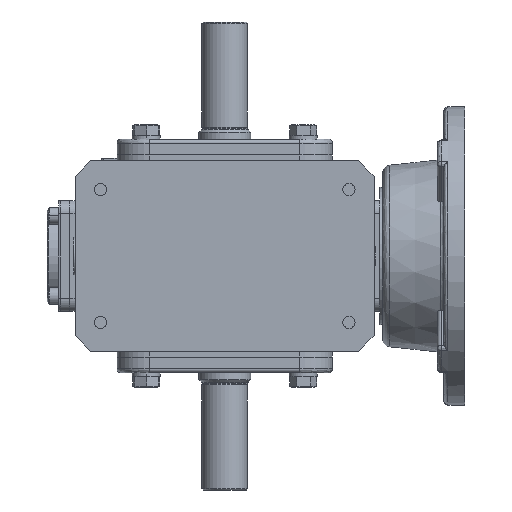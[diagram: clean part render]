
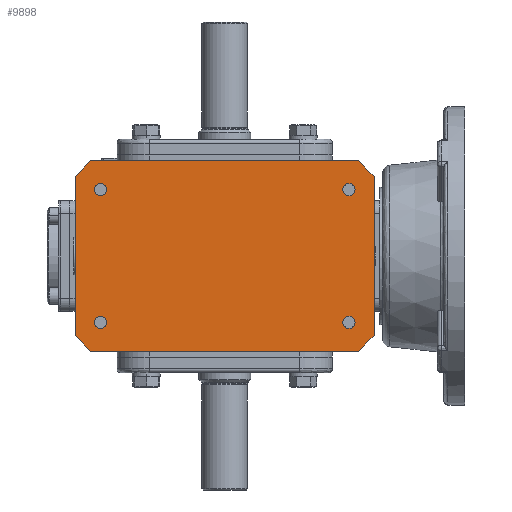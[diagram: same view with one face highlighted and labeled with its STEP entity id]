
A CAD part, front view. The second image highlights one B-rep face of the part: STEP entity #9898.
In plain terms, the highlighted planar face has unit normal (0, -1, 0).
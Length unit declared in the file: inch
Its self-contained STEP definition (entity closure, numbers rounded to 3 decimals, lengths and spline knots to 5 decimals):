
#95 = LINE ( 'NONE', #14870, #35456 ) ;
#844 = CARTESIAN_POINT ( 'NONE',  ( -3.75, -3.5, -1.816 ) ) ;
#1160 = EDGE_CURVE ( 'NONE', #25656, #14151, #7161, .T. ) ;
#1523 = ORIENTED_EDGE ( 'NONE', *, *, #39995, .T. ) ;
#1785 = DIRECTION ( 'NONE',  ( 0., 1., 0. ) ) ;
#1883 = VERTEX_POINT ( 'NONE', #43872 ) ;
#1891 = CIRCLE ( 'NONE', #20662, 0.184 ) ;
#2191 = CIRCLE ( 'NONE', #39116, 0.184 ) ;
#2462 = ORIENTED_EDGE ( 'NONE', *, *, #19500, .T. ) ;
#3012 = VERTEX_POINT ( 'NONE', #7759 ) ;
#3167 = DIRECTION ( 'NONE',  ( 0., 0., -1. ) ) ;
#3249 = EDGE_CURVE ( 'NONE', #42894, #1883, #24540, .T. ) ;
#4353 = LINE ( 'NONE', #33344, #33284 ) ;
#4554 = DIRECTION ( 'NONE',  ( 0., 0., 1. ) ) ;
#4755 = VECTOR ( 'NONE', #14208, 39.37008 ) ;
#4816 = DIRECTION ( 'NONE',  ( 0., -1., 0. ) ) ;
#5241 = DIRECTION ( 'NONE',  ( 0., 1., 0. ) ) ;
#5371 = CARTESIAN_POINT ( 'NONE',  ( 3.75, -3.5, -2. ) ) ;
#6637 = LINE ( 'NONE', #36034, #25368 ) ;
#6824 = AXIS2_PLACEMENT_3D ( 'NONE', #5371, #5241, #15113 ) ;
#7161 = CIRCLE ( 'NONE', #39855, 0.184 ) ;
#7696 = VERTEX_POINT ( 'NONE', #11164 ) ;
#7700 = VERTEX_POINT ( 'NONE', #21512 ) ;
#7759 = CARTESIAN_POINT ( 'NONE',  ( 3.75, -3.5, -1.816 ) ) ;
#8015 = CARTESIAN_POINT ( 'NONE',  ( -4.03543, -3.5, 2.87402 ) ) ;
#8334 = CARTESIAN_POINT ( 'NONE',  ( 3.75, -3.5, 2.184 ) ) ;
#9260 = LINE ( 'NONE', #40134, #32319 ) ;
#9536 = VECTOR ( 'NONE', #29316, 39.37008 ) ;
#9898 = ADVANCED_FACE ( 'NONE', ( #18241, #20914, #38058, #39141, #43478 ), #11718, .T. ) ;
#10202 = LINE ( 'NONE', #41733, #26846 ) ;
#10215 = EDGE_CURVE ( 'NONE', #1883, #39134, #12830, .T. ) ;
#10254 = DIRECTION ( 'NONE',  ( 0., 0., -1. ) ) ;
#11164 = CARTESIAN_POINT ( 'NONE',  ( 4.50787, -3.5, -2.40157 ) ) ;
#11718 = PLANE ( 'NONE',  #34700 ) ;
#12221 = VERTEX_POINT ( 'NONE', #844 ) ;
#12830 = LINE ( 'NONE', #34458, #4755 ) ;
#12946 = EDGE_LOOP ( 'NONE', ( #15958, #17253 ) ) ;
#13903 = EDGE_CURVE ( 'NONE', #39134, #20814, #6637, .T. ) ;
#14151 = VERTEX_POINT ( 'NONE', #20289 ) ;
#14208 = DIRECTION ( 'NONE',  ( 0.707, 0., -0.707 ) ) ;
#14723 = ORIENTED_EDGE ( 'NONE', *, *, #29015, .T. ) ;
#14870 = CARTESIAN_POINT ( 'NONE',  ( 4.50787, -3.5, 2.87402 ) ) ;
#15073 = EDGE_LOOP ( 'NONE', ( #2462, #1523 ) ) ;
#15113 = DIRECTION ( 'NONE',  ( 0., 0., -1. ) ) ;
#15370 = CARTESIAN_POINT ( 'NONE',  ( 4.03543, -3.5, -2.87402 ) ) ;
#15374 = DIRECTION ( 'NONE',  ( 0., 0., -1. ) ) ;
#15610 = VERTEX_POINT ( 'NONE', #24562 ) ;
#15672 = CARTESIAN_POINT ( 'NONE',  ( -3.75, -3.5, 2. ) ) ;
#15958 = ORIENTED_EDGE ( 'NONE', *, *, #25226, .T. ) ;
#16274 = DIRECTION ( 'NONE',  ( 0., 1., 0. ) ) ;
#16917 = VERTEX_POINT ( 'NONE', #21088 ) ;
#17154 = DIRECTION ( 'NONE',  ( 1., 0., 0. ) ) ;
#17253 = ORIENTED_EDGE ( 'NONE', *, *, #23691, .T. ) ;
#18241 = FACE_OUTER_BOUND ( 'NONE', #39938, .T. ) ;
#18396 = EDGE_CURVE ( 'NONE', #14151, #25656, #21242, .T. ) ;
#18801 = VERTEX_POINT ( 'NONE', #34941 ) ;
#18947 = DIRECTION ( 'NONE',  ( 1., 0., 0. ) ) ;
#19278 = DIRECTION ( 'NONE',  ( 0.707, 0., 0.707 ) ) ;
#19485 = ORIENTED_EDGE ( 'NONE', *, *, #22860, .T. ) ;
#19500 = EDGE_CURVE ( 'NONE', #15610, #3012, #24814, .T. ) ;
#20123 = LINE ( 'NONE', #37682, #41050 ) ;
#20289 = CARTESIAN_POINT ( 'NONE',  ( -3.75, -3.5, 2.184 ) ) ;
#20437 = CIRCLE ( 'NONE', #34324, 0.184 ) ;
#20457 = CARTESIAN_POINT ( 'NONE',  ( -3.75, -3.5, -2. ) ) ;
#20662 = AXIS2_PLACEMENT_3D ( 'NONE', #20457, #41452, #10254 ) ;
#20691 = CARTESIAN_POINT ( 'NONE',  ( -4.50787, -3.5, 2.40157 ) ) ;
#20746 = AXIS2_PLACEMENT_3D ( 'NONE', #29196, #1785, #22323 ) ;
#20814 = VERTEX_POINT ( 'NONE', #15370 ) ;
#20914 = FACE_BOUND ( 'NONE', #24133, .T. ) ;
#20938 = ORIENTED_EDGE ( 'NONE', *, *, #32057, .T. ) ;
#21088 = CARTESIAN_POINT ( 'NONE',  ( 3.75, -3.5, 1.816 ) ) ;
#21242 = CIRCLE ( 'NONE', #41243, 0.184 ) ;
#21512 = CARTESIAN_POINT ( 'NONE',  ( 4.03543, -3.5, 2.87402 ) ) ;
#22165 = ORIENTED_EDGE ( 'NONE', *, *, #1160, .T. ) ;
#22323 = DIRECTION ( 'NONE',  ( 0., 0., -1. ) ) ;
#22778 = ORIENTED_EDGE ( 'NONE', *, *, #30096, .F. ) ;
#22860 = EDGE_CURVE ( 'NONE', #31318, #12221, #2191, .T. ) ;
#23157 = DIRECTION ( 'NONE',  ( 0., 0., -1. ) ) ;
#23369 = ORIENTED_EDGE ( 'NONE', *, *, #40339, .T. ) ;
#23479 = ORIENTED_EDGE ( 'NONE', *, *, #40411, .F. ) ;
#23691 = EDGE_CURVE ( 'NONE', #41779, #16917, #27861, .T. ) ;
#24133 = EDGE_LOOP ( 'NONE', ( #19485, #14723 ) ) ;
#24308 = ORIENTED_EDGE ( 'NONE', *, *, #13903, .T. ) ;
#24540 = LINE ( 'NONE', #43296, #9536 ) ;
#24562 = CARTESIAN_POINT ( 'NONE',  ( 3.75, -3.5, -2.184 ) ) ;
#24814 = CIRCLE ( 'NONE', #6824, 0.184 ) ;
#25226 = EDGE_CURVE ( 'NONE', #16917, #41779, #20437, .T. ) ;
#25368 = VECTOR ( 'NONE', #18947, 39.37008 ) ;
#25656 = VERTEX_POINT ( 'NONE', #35077 ) ;
#26035 = ORIENTED_EDGE ( 'NONE', *, *, #18396, .T. ) ;
#26243 = CARTESIAN_POINT ( 'NONE',  ( -3.75, -3.5, 2. ) ) ;
#26846 = VECTOR ( 'NONE', #31963, 39.37008 ) ;
#27662 = CARTESIAN_POINT ( 'NONE',  ( -4.03543, -3.5, -2.87402 ) ) ;
#27861 = CIRCLE ( 'NONE', #44351, 0.184 ) ;
#28865 = EDGE_LOOP ( 'NONE', ( #22165, #26035 ) ) ;
#28944 = EDGE_CURVE ( 'NONE', #35757, #7700, #20123, .T. ) ;
#29015 = EDGE_CURVE ( 'NONE', #12221, #31318, #1891, .T. ) ;
#29196 = CARTESIAN_POINT ( 'NONE',  ( 3.75, -3.5, -2. ) ) ;
#29316 = DIRECTION ( 'NONE',  ( 0., 0., -1. ) ) ;
#30096 = EDGE_CURVE ( 'NONE', #7700, #18801, #4353, .T. ) ;
#31318 = VERTEX_POINT ( 'NONE', #39566 ) ;
#31963 = DIRECTION ( 'NONE',  ( 0.707, 0., 0.707 ) ) ;
#32057 = EDGE_CURVE ( 'NONE', #20814, #7696, #9260, .T. ) ;
#32319 = VECTOR ( 'NONE', #19278, 39.37008 ) ;
#33284 = VECTOR ( 'NONE', #40255, 39.37008 ) ;
#33344 = CARTESIAN_POINT ( 'NONE',  ( 4.03543, -3.5, 2.87402 ) ) ;
#34324 = AXIS2_PLACEMENT_3D ( 'NONE', #36787, #16274, #23157 ) ;
#34458 = CARTESIAN_POINT ( 'NONE',  ( -4.50787, -3.5, -2.40157 ) ) ;
#34526 = ORIENTED_EDGE ( 'NONE', *, *, #3249, .T. ) ;
#34700 = AXIS2_PLACEMENT_3D ( 'NONE', #35956, #4816, #42895 ) ;
#34941 = CARTESIAN_POINT ( 'NONE',  ( 4.50787, -3.5, 2.40157 ) ) ;
#35077 = CARTESIAN_POINT ( 'NONE',  ( -3.75, -3.5, 1.816 ) ) ;
#35456 = VECTOR ( 'NONE', #4554, 39.37008 ) ;
#35740 = DIRECTION ( 'NONE',  ( 0., 1., 0. ) ) ;
#35757 = VERTEX_POINT ( 'NONE', #8015 ) ;
#35956 = CARTESIAN_POINT ( 'NONE',  ( -4.50787, -3.5, 3.12992 ) ) ;
#36034 = CARTESIAN_POINT ( 'NONE',  ( -4.50787, -3.5, -2.87402 ) ) ;
#36564 = DIRECTION ( 'NONE',  ( 0., 1., 0. ) ) ;
#36787 = CARTESIAN_POINT ( 'NONE',  ( 3.75, -3.5, 2. ) ) ;
#36989 = ORIENTED_EDGE ( 'NONE', *, *, #10215, .T. ) ;
#37103 = CIRCLE ( 'NONE', #20746, 0.184 ) ;
#37459 = CARTESIAN_POINT ( 'NONE',  ( 3.75, -3.5, 2. ) ) ;
#37682 = CARTESIAN_POINT ( 'NONE',  ( -4.50787, -3.5, 2.87402 ) ) ;
#37791 = ORIENTED_EDGE ( 'NONE', *, *, #28944, .F. ) ;
#38058 = FACE_BOUND ( 'NONE', #28865, .T. ) ;
#39116 = AXIS2_PLACEMENT_3D ( 'NONE', #42969, #35740, #15374 ) ;
#39134 = VERTEX_POINT ( 'NONE', #27662 ) ;
#39141 = FACE_BOUND ( 'NONE', #12946, .T. ) ;
#39566 = CARTESIAN_POINT ( 'NONE',  ( -3.75, -3.5, -2.184 ) ) ;
#39681 = DIRECTION ( 'NONE',  ( 0., 1., 0. ) ) ;
#39855 = AXIS2_PLACEMENT_3D ( 'NONE', #26243, #36564, #3167 ) ;
#39938 = EDGE_LOOP ( 'NONE', ( #34526, #36989, #24308, #20938, #23369, #22778, #37791, #23479 ) ) ;
#39995 = EDGE_CURVE ( 'NONE', #3012, #15610, #37103, .T. ) ;
#40134 = CARTESIAN_POINT ( 'NONE',  ( 4.50787, -3.5, -2.40157 ) ) ;
#40255 = DIRECTION ( 'NONE',  ( 0.707, 0., -0.707 ) ) ;
#40339 = EDGE_CURVE ( 'NONE', #7696, #18801, #95, .T. ) ;
#40411 = EDGE_CURVE ( 'NONE', #42894, #35757, #10202, .T. ) ;
#40932 = DIRECTION ( 'NONE',  ( 0., 1., 0. ) ) ;
#41050 = VECTOR ( 'NONE', #17154, 39.37008 ) ;
#41238 = DIRECTION ( 'NONE',  ( 0., 0., -1. ) ) ;
#41243 = AXIS2_PLACEMENT_3D ( 'NONE', #15672, #39681, #43133 ) ;
#41452 = DIRECTION ( 'NONE',  ( 0., 1., 0. ) ) ;
#41733 = CARTESIAN_POINT ( 'NONE',  ( -4.03543, -3.5, 2.87402 ) ) ;
#41779 = VERTEX_POINT ( 'NONE', #8334 ) ;
#42894 = VERTEX_POINT ( 'NONE', #20691 ) ;
#42895 = DIRECTION ( 'NONE',  ( 0., 0., -1. ) ) ;
#42969 = CARTESIAN_POINT ( 'NONE',  ( -3.75, -3.5, -2. ) ) ;
#43133 = DIRECTION ( 'NONE',  ( 0., 0., -1. ) ) ;
#43296 = CARTESIAN_POINT ( 'NONE',  ( -4.50787, -3.5, 2.87402 ) ) ;
#43478 = FACE_BOUND ( 'NONE', #15073, .T. ) ;
#43872 = CARTESIAN_POINT ( 'NONE',  ( -4.50787, -3.5, -2.40157 ) ) ;
#44351 = AXIS2_PLACEMENT_3D ( 'NONE', #37459, #40932, #41238 ) ;
